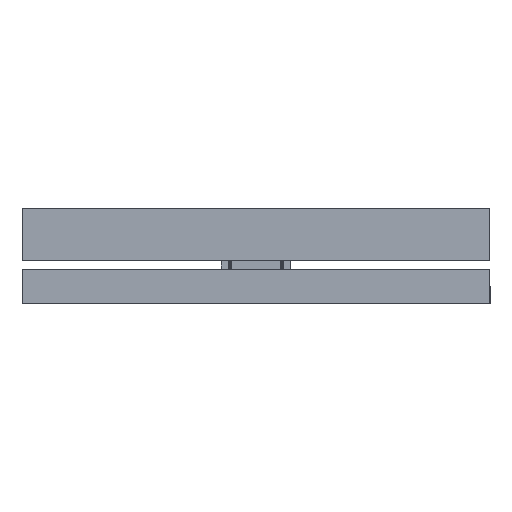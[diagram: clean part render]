
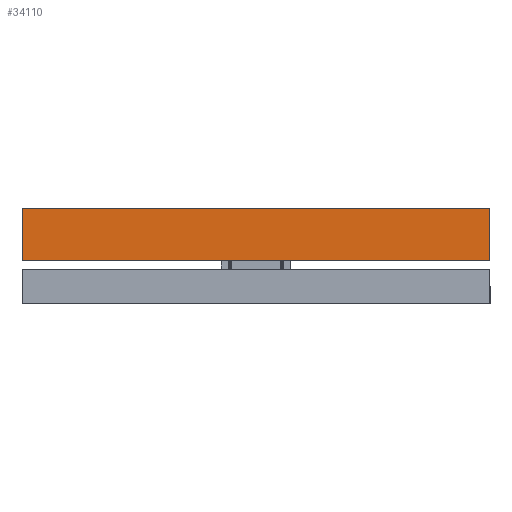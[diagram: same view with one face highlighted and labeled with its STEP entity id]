
A CAD part, front view. The second image highlights one B-rep face of the part: STEP entity #34110.
In plain terms, the highlighted planar face has unit normal (0, -1, 0).
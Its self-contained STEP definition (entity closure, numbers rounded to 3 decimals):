
#118=FACE_OUTER_BOUND('',#1822,.T.);
#1822=EDGE_LOOP('',(#22827,#22828,#22829,#22830));
#4108=LINE('',#47070,#9191);
#4174=LINE('',#47201,#9257);
#4175=LINE('',#47204,#9258);
#4176=LINE('',#47205,#9259);
#9191=VECTOR('',#38066,10.);
#9257=VECTOR('',#38148,10.);
#9258=VECTOR('',#38151,10.);
#9259=VECTOR('',#38152,10.);
#14274=VERTEX_POINT('',#47067);
#14275=VERTEX_POINT('',#47069);
#14332=VERTEX_POINT('',#47199);
#14333=VERTEX_POINT('',#47203);
#17662=EDGE_CURVE('',#14275,#14274,#4108,.T.);
#17728=EDGE_CURVE('',#14274,#14332,#4174,.T.);
#17729=EDGE_CURVE('',#14333,#14332,#4175,.T.);
#17730=EDGE_CURVE('',#14275,#14333,#4176,.T.);
#22827=ORIENTED_EDGE('',*,*,#17662,.T.);
#22828=ORIENTED_EDGE('',*,*,#17728,.T.);
#22829=ORIENTED_EDGE('',*,*,#17729,.F.);
#22830=ORIENTED_EDGE('',*,*,#17730,.F.);
#32407=PLANE('',#35827);
#34110=ADVANCED_FACE('',(#118),#32407,.T.);
#35827=AXIS2_PLACEMENT_3D('',#47202,#38149,#38150);
#38066=DIRECTION('',(1.,0.,0.));
#38148=DIRECTION('',(0.,0.,1.));
#38149=DIRECTION('center_axis',(0.,-1.,0.));
#38150=DIRECTION('ref_axis',(1.,0.,0.));
#38151=DIRECTION('',(1.,0.,0.));
#38152=DIRECTION('',(0.,0.,1.));
#47067=CARTESIAN_POINT('',(0.,0.,3.196));
#47069=CARTESIAN_POINT('',(-177.8,0.,3.196));
#47070=CARTESIAN_POINT('',(-177.8,0.,3.196));
#47199=CARTESIAN_POINT('',(0.,0.,23.));
#47201=CARTESIAN_POINT('',(0.,0.,3.196));
#47202=CARTESIAN_POINT('Origin',(-177.8,0.,
3.196));
#47203=CARTESIAN_POINT('',(-177.8,0.,23.));
#47204=CARTESIAN_POINT('',(-177.8,0.,23.));
#47205=CARTESIAN_POINT('',(-177.8,0.,3.196));
